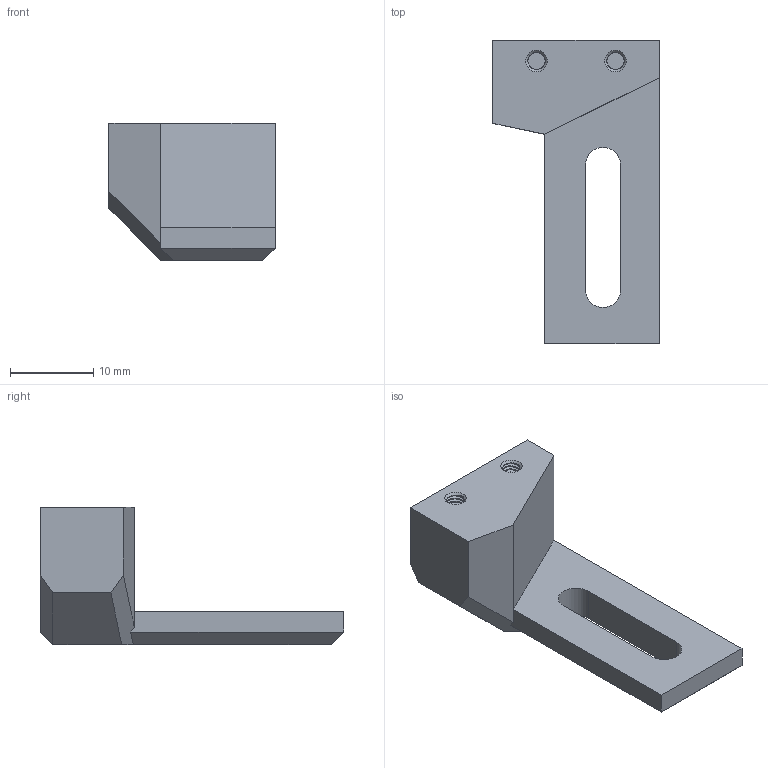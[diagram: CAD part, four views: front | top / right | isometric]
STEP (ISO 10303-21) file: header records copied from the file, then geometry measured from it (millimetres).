
FILE_DESCRIPTION(/* description */ (''),/* implementation_level */ '2;1');
FILE_NAME(/* name */ 'Z Axis endstop mount.step',/* time_stamp */ '2024-11-17T21:04:14+01:00',/* author */ (''),/* organization */ (''),/* preprocessor_version */ 'ST-DEVELOPER v20',/* originating_system */ 'Autodesk Translation Framework v13.20.0.188',/* authorisation */ '');
FILE_SCHEMA (('AUTOMOTIVE_DESIGN { 1 0 10303 214 3 1 1 }'));
Length unit declared in the file: millimetre
Products named in the file (1): Z Axis endstop mount
Bounding box: 20 x 36.5 x 16.5 mm (x, y, z)
Volume: 3738.7 mm3; surface area: 2351 mm2
Topology: 1 solids, 1 shells, 81 faces, 223 edges, 146 vertices
Faces by surface type: cylinder 50, plane 25, bspline 4, cone 2
Full cylindrical faces by diameter (mm): 2.075 x12, 2.58 x6
Entity records: 5583 total; most frequent: CARTESIAN_POINT 3675, ORIENTED_EDGE 446, DIRECTION 297, EDGE_CURVE 223, VERTEX_POINT 146, B_SPLINE_CURVE_WITH_KNOTS 104, AXIS2_PLACEMENT_3D 100, LINE 97
